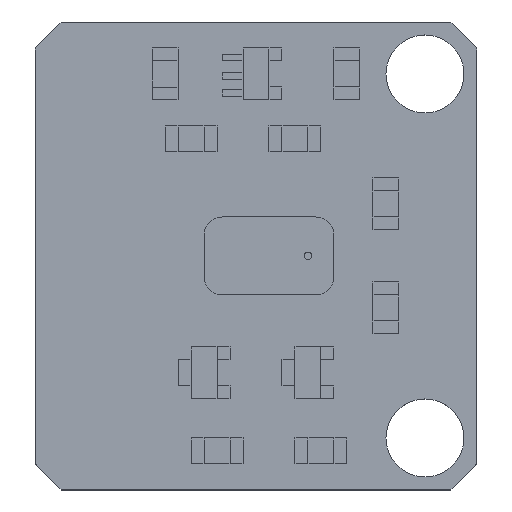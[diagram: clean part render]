
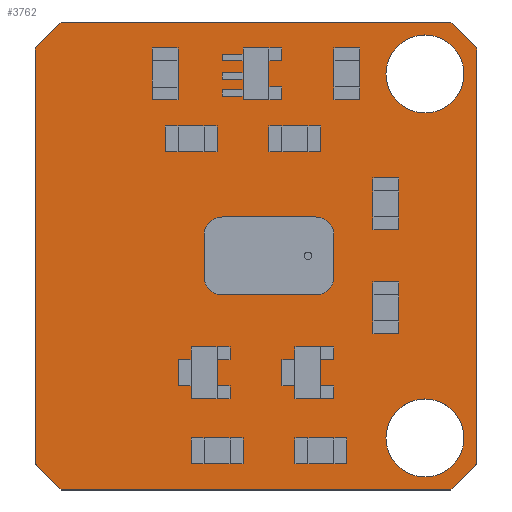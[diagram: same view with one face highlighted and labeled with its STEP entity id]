
A CAD part, top view. The second image highlights one B-rep face of the part: STEP entity #3762.
In plain terms, the highlighted planar face has unit normal (0, 0, 1).
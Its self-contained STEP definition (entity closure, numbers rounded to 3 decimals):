
#93=FACE_BOUND('',#606,.T.);
#94=FACE_BOUND('',#607,.T.);
#106=PLANE('',#4071);
#353=FACE_OUTER_BOUND('',#605,.T.);
#605=EDGE_LOOP('',(#2759,#2760,#2761,#2762,#2763,#2764,#2765,#2766));
#606=EDGE_LOOP('',(#2767));
#607=EDGE_LOOP('',(#2768));
#854=LINE('',#5372,#1353);
#858=LINE('',#5380,#1357);
#861=LINE('',#5386,#1360);
#864=LINE('',#5392,#1363);
#867=LINE('',#5398,#1366);
#870=LINE('',#5404,#1369);
#873=LINE('',#5410,#1372);
#876=LINE('',#5415,#1375);
#1353=VECTOR('',#4341,10.);
#1357=VECTOR('',#4347,10.);
#1360=VECTOR('',#4352,10.);
#1363=VECTOR('',#4357,10.);
#1366=VECTOR('',#4362,10.);
#1369=VECTOR('',#4367,10.);
#1372=VECTOR('',#4372,10.);
#1375=VECTOR('',#4377,10.);
#1851=CIRCLE('',#4059,1.5);
#1853=CIRCLE('',#4062,1.5);
#1865=VERTEX_POINT('',#5360);
#1867=VERTEX_POINT('',#5366);
#1868=VERTEX_POINT('',#5370);
#1869=VERTEX_POINT('',#5371);
#1872=VERTEX_POINT('',#5379);
#1874=VERTEX_POINT('',#5385);
#1876=VERTEX_POINT('',#5391);
#1878=VERTEX_POINT('',#5397);
#1880=VERTEX_POINT('',#5403);
#1882=VERTEX_POINT('',#5409);
#2208=EDGE_CURVE('',#1865,#1865,#1851,.T.);
#2211=EDGE_CURVE('',#1867,#1867,#1853,.T.);
#2212=EDGE_CURVE('',#1868,#1869,#854,.T.);
#2216=EDGE_CURVE('',#1869,#1872,#858,.T.);
#2219=EDGE_CURVE('',#1872,#1874,#861,.T.);
#2222=EDGE_CURVE('',#1874,#1876,#864,.T.);
#2225=EDGE_CURVE('',#1878,#1876,#867,.T.);
#2228=EDGE_CURVE('',#1878,#1880,#870,.T.);
#2231=EDGE_CURVE('',#1882,#1880,#873,.T.);
#2234=EDGE_CURVE('',#1882,#1868,#876,.T.);
#2759=ORIENTED_EDGE('',*,*,#2234,.T.);
#2760=ORIENTED_EDGE('',*,*,#2212,.T.);
#2761=ORIENTED_EDGE('',*,*,#2216,.T.);
#2762=ORIENTED_EDGE('',*,*,#2219,.T.);
#2763=ORIENTED_EDGE('',*,*,#2222,.T.);
#2764=ORIENTED_EDGE('',*,*,#2225,.F.);
#2765=ORIENTED_EDGE('',*,*,#2228,.T.);
#2766=ORIENTED_EDGE('',*,*,#2231,.F.);
#2767=ORIENTED_EDGE('',*,*,#2211,.T.);
#2768=ORIENTED_EDGE('',*,*,#2208,.T.);
#3762=ADVANCED_FACE('',(#353,#93,#94),#106,.T.);
#4059=AXIS2_PLACEMENT_3D('',#5362,#4330,#4331);
#4062=AXIS2_PLACEMENT_3D('',#5368,#4337,#4338);
#4071=AXIS2_PLACEMENT_3D('',#5417,#4379,#4380);
#4330=DIRECTION('center_axis',(0.,0.,-1.));
#4331=DIRECTION('ref_axis',(1.,0.,0.));
#4337=DIRECTION('center_axis',(0.,0.,-1.));
#4338=DIRECTION('ref_axis',(1.,0.,0.));
#4341=DIRECTION('',(0.707,-0.707,0.));
#4347=DIRECTION('',(1.,0.,0.));
#4352=DIRECTION('',(0.707,0.707,0.));
#4357=DIRECTION('',(0.,1.,0.));
#4362=DIRECTION('',(0.707,-0.707,0.));
#4367=DIRECTION('',(-1.,0.,0.));
#4372=DIRECTION('',(0.707,0.707,0.));
#4377=DIRECTION('',(0.,-1.,0.));
#4379=DIRECTION('center_axis',(0.,0.,1.));
#4380=DIRECTION('ref_axis',(1.,0.,0.));
#5360=CARTESIAN_POINT('',(13.5,2.,0.));
#5362=CARTESIAN_POINT('Origin',(15.,2.,0.));
#5366=CARTESIAN_POINT('',(13.5,16.,0.));
#5368=CARTESIAN_POINT('Origin',(15.,16.,0.));
#5370=CARTESIAN_POINT('',(0.,1.,0.));
#5371=CARTESIAN_POINT('',(1.,0.,0.));
#5372=CARTESIAN_POINT('',(0.,1.,0.));
#5379=CARTESIAN_POINT('',(16.,0.,0.));
#5380=CARTESIAN_POINT('',(1.,0.,0.));
#5385=CARTESIAN_POINT('',(17.,1.,0.));
#5386=CARTESIAN_POINT('',(16.,0.,0.));
#5391=CARTESIAN_POINT('',(17.,17.,0.));
#5392=CARTESIAN_POINT('',(17.,1.,0.));
#5397=CARTESIAN_POINT('',(16.,18.,0.));
#5398=CARTESIAN_POINT('',(16.,18.,0.));
#5403=CARTESIAN_POINT('',(1.,18.,0.));
#5404=CARTESIAN_POINT('',(16.,18.,0.));
#5409=CARTESIAN_POINT('',(0.,17.,0.));
#5410=CARTESIAN_POINT('',(0.,17.,0.));
#5415=CARTESIAN_POINT('',(0.,17.,0.));
#5417=CARTESIAN_POINT('Origin',(8.5,9.,0.));
